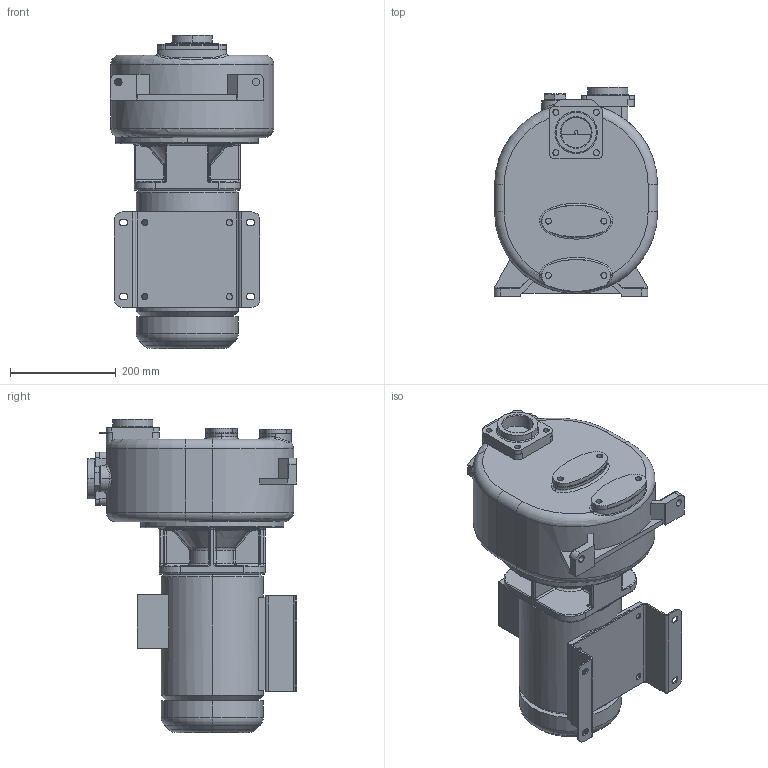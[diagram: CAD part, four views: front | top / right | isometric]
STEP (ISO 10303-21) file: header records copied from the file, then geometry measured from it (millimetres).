
FILE_DESCRIPTION((''),'2;1');
FILE_NAME('S_65_T','2017-09-20T13:52:30',('Nicola'),(''),'CREO PARAMETRIC BY PTC INC, 2017110','CREO PARAMETRIC BY PTC INC, 2017110','');
FILE_SCHEMA(('CONFIG_CONTROL_DESIGN'));
Length unit declared in the file: millimetre
Products named in the file (1): S_65_T
Bounding box: 308.5 x 396 x 591.5 mm (x, y, z)
Volume: 26560757.6 mm3; surface area: 929603.3 mm2
Topology: 1 solids, 1 shells, 675 faces, 1605 edges, 964 vertices
Faces by surface type: cylinder 235, plane 212, bspline 120, torus 62, cone 30, sphere 12, extrusion 4
Entity records: 32030 total; most frequent: CARTESIAN_POINT 16969, ORIENTED_EDGE 3194, DIRECTION 3110, EDGE_CURVE 1597, AXIS2_PLACEMENT_3D 1265, VERTEX_POINT 964, EDGE_LOOP 737, CIRCLE 710
